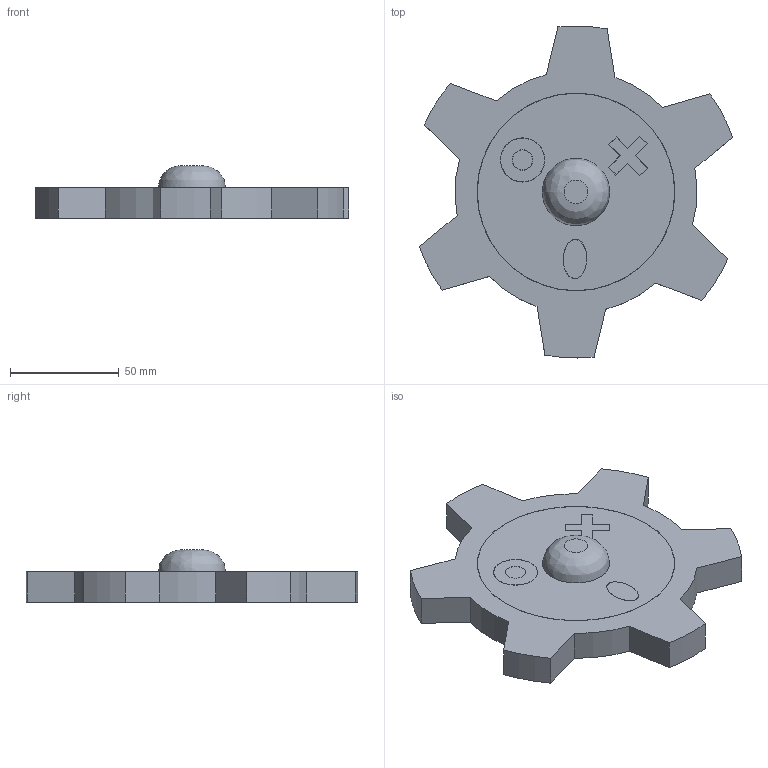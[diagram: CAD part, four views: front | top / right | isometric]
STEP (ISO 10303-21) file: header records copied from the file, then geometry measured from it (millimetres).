
FILE_DESCRIPTION(/* description */ (''),/* implementation_level */ '2;1');
FILE_NAME(/* name */ 'Klink.step',/* time_stamp */ '2025-09-13T17:08:24-05:00',/* author */ (''),/* organization */ (''),/* preprocessor_version */ 'ST-DEVELOPER v20.1',/* originating_system */ 'Autodesk Translation Framework v14.10.0.0',/* authorisation */ '');
FILE_SCHEMA (('AUTOMOTIVE_DESIGN { 1 0 10303 214 3 1 1 }'));
Length unit declared in the file: millimetre
Products named in the file (8): 2025-06-12-23-19-07-413; 2025-06-12-23-28-44-187; 2025-06-12-23-30-03-817; 2025-06-12-23-32-51-986; 2025-06-12-23-40-02-536; 2025-06-13-00-51-52-939; 2025-06-14-23-51-23-751; 2025-06-14-23-53-56-468
Assembly tree (7 placements, depth 2):
  2025-06-12-23-19-07-413
    2025-06-12-23-28-44-187
    2025-06-12-23-30-03-817
    2025-06-12-23-32-51-986
    2025-06-12-23-40-02-536
    2025-06-13-00-51-52-939
    2025-06-14-23-51-23-751
    2025-06-14-23-53-56-468
Bounding box: 143.93 x 152.39 x 24 mm (x, y, z)
Volume: 188105.9 mm3; surface area: 58984.9 mm2
Topology: 9 solids, 9 shells, 82 faces, 191 edges, 127 vertices
Faces by surface type: plane 55, cylinder 24, bspline 3
Full cylindrical faces by diameter (mm): 9.185 x1, 9.385 x1, 20.135 x1, 20.335 x1, 30.8 x2, 31 x2, 90.605 x2, 90.805 x1
Entity records: 2702 total; most frequent: CARTESIAN_POINT 476, DIRECTION 435, ORIENTED_EDGE 382, EDGE_CURVE 191, AXIS2_PLACEMENT_3D 149, LINE 137, VECTOR 137, VERTEX_POINT 127
